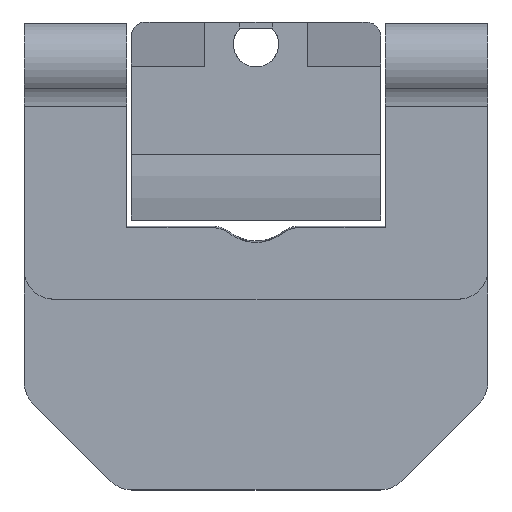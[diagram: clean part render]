
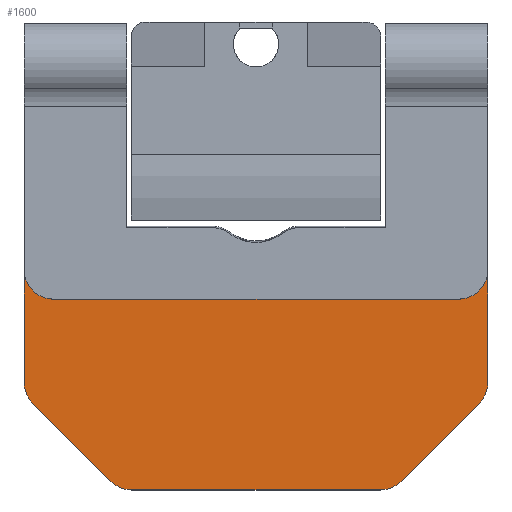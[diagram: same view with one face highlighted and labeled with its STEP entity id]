
A CAD part, top view. The second image highlights one B-rep face of the part: STEP entity #1600.
In plain terms, the highlighted planar face has unit normal (0, 0, 1).
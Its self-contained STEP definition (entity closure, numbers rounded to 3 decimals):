
#84=CIRCLE('',#1705,2.);
#85=CIRCLE('',#1708,2.);
#86=CIRCLE('',#1711,2.);
#87=CIRCLE('',#1714,2.);
#96=CIRCLE('',#1729,2.);
#97=CIRCLE('',#1731,2.);
#182=FACE_OUTER_BOUND('',#271,.T.);
#271=EDGE_LOOP('',(#1228,#1229,#1230,#1231,#1232,#1233,#1234,#1235,#1236,
#1237,#1238,#1239));
#365=LINE('',#2523,#528);
#370=LINE('',#2540,#533);
#373=LINE('',#2548,#536);
#376=LINE('',#2556,#539);
#381=LINE('',#2572,#544);
#392=LINE('',#2768,#555);
#528=VECTOR('',#1909,10.);
#533=VECTOR('',#1926,10.);
#536=VECTOR('',#1935,10.);
#539=VECTOR('',#1944,10.);
#544=VECTOR('',#1959,10.);
#555=VECTOR('',#2004,10.);
#692=VERTEX_POINT('',#2520);
#693=VERTEX_POINT('',#2522);
#698=VERTEX_POINT('',#2534);
#699=VERTEX_POINT('',#2538);
#700=VERTEX_POINT('',#2542);
#701=VERTEX_POINT('',#2546);
#702=VERTEX_POINT('',#2550);
#703=VERTEX_POINT('',#2554);
#704=VERTEX_POINT('',#2558);
#709=VERTEX_POINT('',#2570);
#721=VERTEX_POINT('',#2758);
#722=VERTEX_POINT('',#2762);
#862=EDGE_CURVE('',#693,#692,#365,.T.);
#869=EDGE_CURVE('',#698,#692,#84,.T.);
#871=EDGE_CURVE('',#698,#699,#370,.T.);
#873=EDGE_CURVE('',#700,#699,#85,.T.);
#875=EDGE_CURVE('',#700,#701,#373,.T.);
#877=EDGE_CURVE('',#702,#701,#86,.T.);
#879=EDGE_CURVE('',#702,#703,#376,.T.);
#881=EDGE_CURVE('',#704,#703,#87,.T.);
#887=EDGE_CURVE('',#709,#704,#381,.T.);
#908=EDGE_CURVE('',#693,#721,#96,.F.);
#911=EDGE_CURVE('',#722,#709,#97,.F.);
#913=EDGE_CURVE('',#721,#722,#392,.T.);
#1228=ORIENTED_EDGE('',*,*,#869,.F.);
#1229=ORIENTED_EDGE('',*,*,#871,.T.);
#1230=ORIENTED_EDGE('',*,*,#873,.F.);
#1231=ORIENTED_EDGE('',*,*,#875,.T.);
#1232=ORIENTED_EDGE('',*,*,#877,.F.);
#1233=ORIENTED_EDGE('',*,*,#879,.T.);
#1234=ORIENTED_EDGE('',*,*,#881,.F.);
#1235=ORIENTED_EDGE('',*,*,#887,.F.);
#1236=ORIENTED_EDGE('',*,*,#911,.F.);
#1237=ORIENTED_EDGE('',*,*,#913,.F.);
#1238=ORIENTED_EDGE('',*,*,#908,.F.);
#1239=ORIENTED_EDGE('',*,*,#862,.T.);
#1524=PLANE('',#1734);
#1600=ADVANCED_FACE('',(#182),#1524,.T.);
#1705=AXIS2_PLACEMENT_3D('',#2536,#1921,#1922);
#1708=AXIS2_PLACEMENT_3D('',#2544,#1930,#1931);
#1711=AXIS2_PLACEMENT_3D('',#2552,#1939,#1940);
#1714=AXIS2_PLACEMENT_3D('',#2560,#1948,#1949);
#1729=AXIS2_PLACEMENT_3D('',#2759,#1990,#1991);
#1731=AXIS2_PLACEMENT_3D('',#2764,#1996,#1997);
#1734=AXIS2_PLACEMENT_3D('',#2767,#2002,#2003);
#1909=DIRECTION('',(0.,-1.,0.));
#1921=DIRECTION('center_axis',(0.,0.,
-1.));
#1922=DIRECTION('ref_axis',(-0.924,-0.383,0.));
#1926=DIRECTION('',(0.707,-0.707,0.));
#1930=DIRECTION('center_axis',(0.,0.,
-1.));
#1931=DIRECTION('ref_axis',(-0.383,-0.924,0.));
#1935=DIRECTION('',(1.,0.,0.));
#1939=DIRECTION('center_axis',(0.,0.,
-1.));
#1940=DIRECTION('ref_axis',(0.383,-0.924,0.));
#1944=DIRECTION('',(0.707,0.707,0.));
#1948=DIRECTION('center_axis',(0.,0.,
-1.));
#1949=DIRECTION('ref_axis',(0.924,-0.383,0.));
#1959=DIRECTION('',(0.,-1.,0.));
#1990=DIRECTION('center_axis',(0.,0.,
-1.));
#1991=DIRECTION('ref_axis',(-0.707,-0.707,0.));
#1996=DIRECTION('center_axis',(0.,0.,
-1.));
#1997=DIRECTION('ref_axis',(0.707,-0.707,0.));
#2002=DIRECTION('center_axis',(0.,0.,
1.));
#2003=DIRECTION('ref_axis',(0.,-1.,0.));
#2004=DIRECTION('',(1.,0.,0.));
#2520=CARTESIAN_POINT('',(-5.,-11.039,1.5));
#2522=CARTESIAN_POINT('',(-5.,-3.368,1.5));
#2523=CARTESIAN_POINT('',(-5.,-5.368,1.5));
#2534=CARTESIAN_POINT('',(-4.414,-12.454,1.5));
#2536=CARTESIAN_POINT('Origin',(-3.,-11.039,1.5));
#2538=CARTESIAN_POINT('',(0.914,-17.782,1.5));
#2540=CARTESIAN_POINT('',(-6.625,-10.243,1.5));
#2542=CARTESIAN_POINT('',(2.328,-18.368,1.5));
#2544=CARTESIAN_POINT('Origin',(2.328,-16.368,1.5));
#2546=CARTESIAN_POINT('',(19.272,-18.368,1.5));
#2548=CARTESIAN_POINT('',(-5.,-18.368,1.5));
#2550=CARTESIAN_POINT('',(20.686,-17.782,1.5));
#2552=CARTESIAN_POINT('Origin',(19.272,-16.368,1.5));
#2554=CARTESIAN_POINT('',(26.014,-12.454,1.5));
#2556=CARTESIAN_POINT('',(17.075,-21.393,1.5));
#2558=CARTESIAN_POINT('',(26.6,-11.039,1.5));
#2560=CARTESIAN_POINT('Origin',(24.6,-11.039,1.5));
#2570=CARTESIAN_POINT('',(26.6,-3.368,1.5));
#2572=CARTESIAN_POINT('',(26.6,-5.368,1.5));
#2758=CARTESIAN_POINT('',(-3.,-5.368,1.5));
#2759=CARTESIAN_POINT('Origin',(-3.,-3.368,1.5));
#2762=CARTESIAN_POINT('',(24.6,-5.368,1.5));
#2764=CARTESIAN_POINT('Origin',(24.6,-3.368,1.5));
#2767=CARTESIAN_POINT('Origin',(-5.,-5.368,1.5));
#2768=CARTESIAN_POINT('',(-5.,-5.368,1.5));
